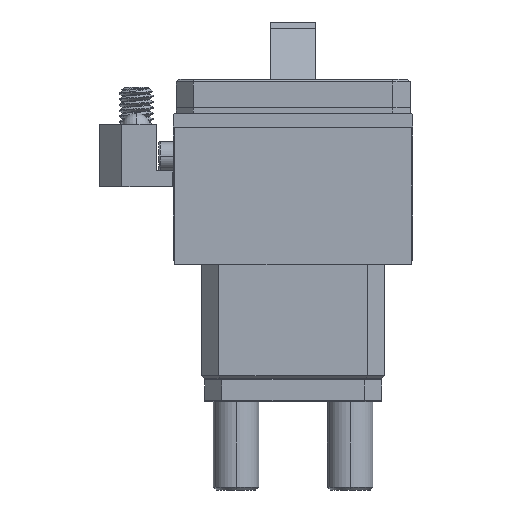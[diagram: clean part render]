
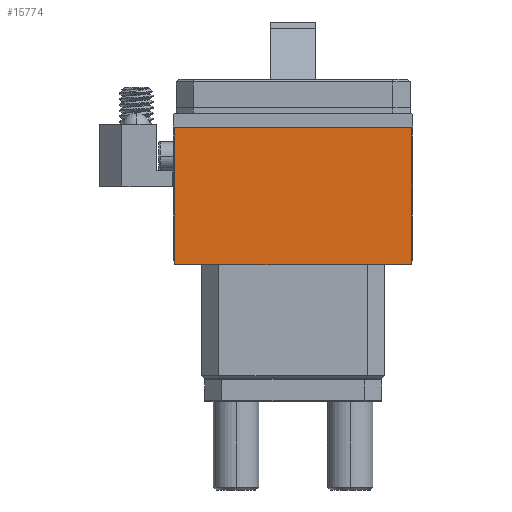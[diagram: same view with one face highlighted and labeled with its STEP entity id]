
A CAD part, left-side view. The second image highlights one B-rep face of the part: STEP entity #15774.
In plain terms, the highlighted planar face has unit normal (-1, 0, 0).
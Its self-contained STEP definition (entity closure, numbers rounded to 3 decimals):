
#2018 = ORIENTED_EDGE ( 'NONE', *, *, #13191, .T. ) ;
#3069 = CARTESIAN_POINT ( 'NONE',  ( 0., 20.75, 24. ) ) ;
#4720 = EDGE_CURVE ( 'NONE', #44883, #10715, #50262, .T. ) ;
#6687 = CARTESIAN_POINT ( 'NONE',  ( 0., 20.75, 24. ) ) ;
#6936 = DIRECTION ( 'NONE',  ( 0., 0., -1. ) ) ;
#8605 = LINE ( 'NONE', #25320, #36548 ) ;
#9347 = ORIENTED_EDGE ( 'NONE', *, *, #4720, .F. ) ;
#9381 = CARTESIAN_POINT ( 'NONE',  ( 0., 20.75, 0. ) ) ;
#10715 = VERTEX_POINT ( 'NONE', #12284 ) ;
#11554 = PLANE ( 'NONE',  #33194 ) ;
#11695 = ORIENTED_EDGE ( 'NONE', *, *, #26404, .T. ) ;
#12284 = CARTESIAN_POINT ( 'NONE',  ( 0., -20.75, 0. ) ) ;
#12757 = CARTESIAN_POINT ( 'NONE',  ( 0., -20.75, 24. ) ) ;
#12783 = VECTOR ( 'NONE', #31592, 1000. ) ;
#13191 = EDGE_CURVE ( 'NONE', #28628, #17477, #38969, .T. ) ;
#14609 = VECTOR ( 'NONE', #6936, 1000. ) ;
#15774 = ADVANCED_FACE ( 'NONE', ( #40584 ), #11554, .F. ) ;
#17477 = VERTEX_POINT ( 'NONE', #9381 ) ;
#19500 = CARTESIAN_POINT ( 'NONE',  ( 0., 20.75, 24. ) ) ;
#21938 = VECTOR ( 'NONE', #37926, 1000. ) ;
#25320 = CARTESIAN_POINT ( 'NONE',  ( 0., 20.75, 0. ) ) ;
#26404 = EDGE_CURVE ( 'NONE', #17477, #10715, #8605, .T. ) ;
#26505 = CARTESIAN_POINT ( 'NONE',  ( 0., 20.75, 24. ) ) ;
#28244 = DIRECTION ( 'NONE',  ( 1., 0., 0. ) ) ;
#28628 = VERTEX_POINT ( 'NONE', #26505 ) ;
#31592 = DIRECTION ( 'NONE',  ( 0., -1., 0. ) ) ;
#32622 = DIRECTION ( 'NONE',  ( 0., 0., -1. ) ) ;
#33194 = AXIS2_PLACEMENT_3D ( 'NONE', #19500, #28244, #32622 ) ;
#34857 = ORIENTED_EDGE ( 'NONE', *, *, #36163, .F. ) ;
#35951 = LINE ( 'NONE', #6687, #12783 ) ;
#36163 = EDGE_CURVE ( 'NONE', #28628, #44883, #35951, .T. ) ;
#36548 = VECTOR ( 'NONE', #38158, 1000. ) ;
#37926 = DIRECTION ( 'NONE',  ( 0., 0., -1. ) ) ;
#38158 = DIRECTION ( 'NONE',  ( 0., -1., 0. ) ) ;
#38969 = LINE ( 'NONE', #3069, #14609 ) ;
#40584 = FACE_OUTER_BOUND ( 'NONE', #41311, .T. ) ;
#41311 = EDGE_LOOP ( 'NONE', ( #11695, #9347, #34857, #2018 ) ) ;
#43705 = CARTESIAN_POINT ( 'NONE',  ( 0., -20.75, 24. ) ) ;
#44883 = VERTEX_POINT ( 'NONE', #43705 ) ;
#50262 = LINE ( 'NONE', #12757, #21938 ) ;
